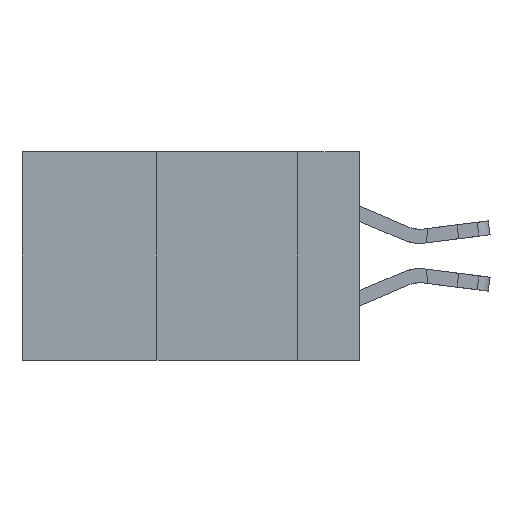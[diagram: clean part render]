
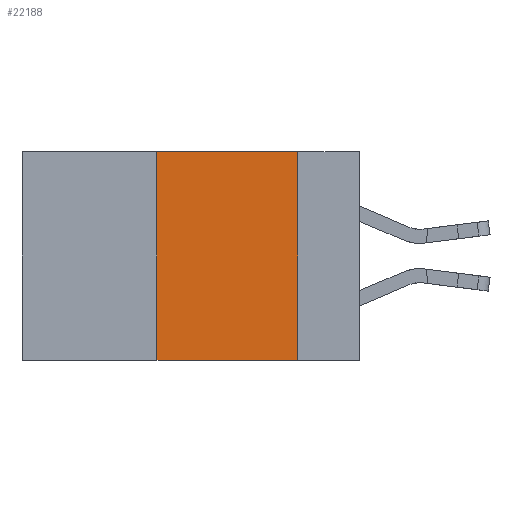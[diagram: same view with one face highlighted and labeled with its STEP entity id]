
A CAD part, left-side view. The second image highlights one B-rep face of the part: STEP entity #22188.
In plain terms, the highlighted planar face has unit normal (-1, 0, 0).
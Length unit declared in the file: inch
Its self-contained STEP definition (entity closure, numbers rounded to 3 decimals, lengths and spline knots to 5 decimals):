
#754 = EDGE_CURVE ( 'NONE', #2451, #22096, #18017, .T. ) ;
#899 = CARTESIAN_POINT ( 'NONE',  ( 0., 0.6, 0. ) ) ;
#2451 = VERTEX_POINT ( 'NONE', #15061 ) ;
#2931 = LINE ( 'NONE', #5234, #22263 ) ;
#3730 = VECTOR ( 'NONE', #6828, 39.37008 ) ;
#4422 = DIRECTION ( 'NONE',  ( 1., 0., 0. ) ) ;
#5234 = CARTESIAN_POINT ( 'NONE',  ( 0., 0.6, 0. ) ) ;
#5362 = ORIENTED_EDGE ( 'NONE', *, *, #754, .F. ) ;
#6550 = DIRECTION ( 'NONE',  ( 0., 0., 1. ) ) ;
#6828 = DIRECTION ( 'NONE',  ( 0., -1., 0. ) ) ;
#7582 = DIRECTION ( 'NONE',  ( 0., 0., -1. ) ) ;
#8329 = LINE ( 'NONE', #20747, #3730 ) ;
#9768 = CARTESIAN_POINT ( 'NONE',  ( 0., 0.36, 0. ) ) ;
#10069 = EDGE_CURVE ( 'NONE', #15940, #22096, #8329, .T. ) ;
#11502 = FACE_OUTER_BOUND ( 'NONE', #19812, .T. ) ;
#11931 = ORIENTED_EDGE ( 'NONE', *, *, #10069, .T. ) ;
#12582 = CARTESIAN_POINT ( 'NONE',  ( 0., 0.11, -0.37 ) ) ;
#13773 = CARTESIAN_POINT ( 'NONE',  ( 0., 0.36, -0.37 ) ) ;
#14061 = DIRECTION ( 'NONE',  ( 0., -1., 0. ) ) ;
#14309 = VECTOR ( 'NONE', #6550, 39.37008 ) ;
#15061 = CARTESIAN_POINT ( 'NONE',  ( 0., 0.11, 0. ) ) ;
#15092 = LINE ( 'NONE', #9768, #14309 ) ;
#15940 = VERTEX_POINT ( 'NONE', #13773 ) ;
#16288 = DIRECTION ( 'NONE',  ( 0., 0., -1. ) ) ;
#17079 = EDGE_CURVE ( 'NONE', #15940, #19711, #15092, .T. ) ;
#17201 = VECTOR ( 'NONE', #16288, 39.37008 ) ;
#17885 = AXIS2_PLACEMENT_3D ( 'NONE', #899, #4422, #7582 ) ;
#17985 = CARTESIAN_POINT ( 'NONE',  ( 0., 0.11, 0. ) ) ;
#18017 = LINE ( 'NONE', #17985, #17201 ) ;
#19711 = VERTEX_POINT ( 'NONE', #20572 ) ;
#19812 = EDGE_LOOP ( 'NONE', ( #5362, #21239, #19910, #11931 ) ) ;
#19910 = ORIENTED_EDGE ( 'NONE', *, *, #17079, .F. ) ;
#20572 = CARTESIAN_POINT ( 'NONE',  ( 0., 0.36, 0. ) ) ;
#20718 = EDGE_CURVE ( 'NONE', #19711, #2451, #2931, .T. ) ;
#20747 = CARTESIAN_POINT ( 'NONE',  ( 0., 0.6, -0.37 ) ) ;
#21239 = ORIENTED_EDGE ( 'NONE', *, *, #20718, .F. ) ;
#21402 = PLANE ( 'NONE',  #17885 ) ;
#22096 = VERTEX_POINT ( 'NONE', #12582 ) ;
#22188 = ADVANCED_FACE ( 'NONE', ( #11502 ), #21402, .F. ) ;
#22263 = VECTOR ( 'NONE', #14061, 39.37008 ) ;
